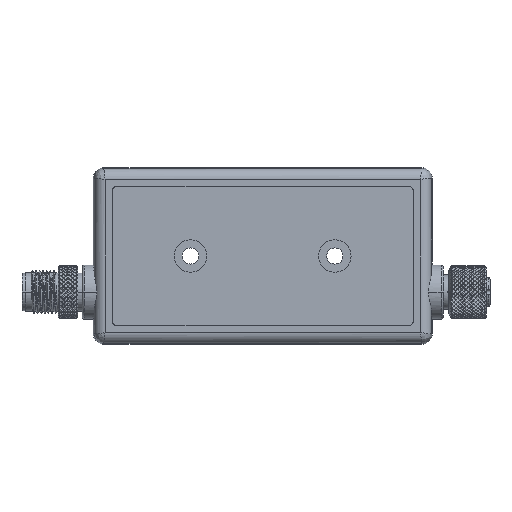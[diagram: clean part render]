
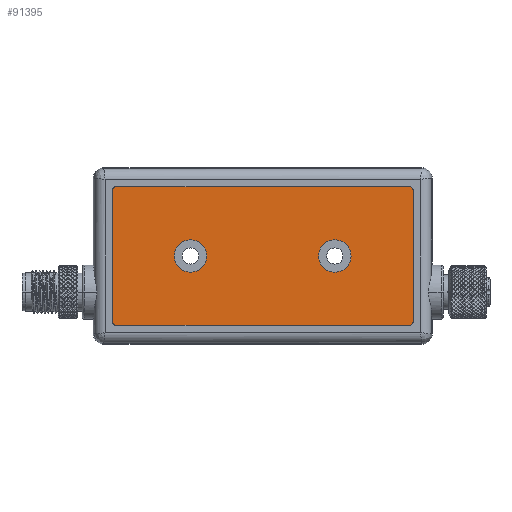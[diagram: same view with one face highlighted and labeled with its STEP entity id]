
A CAD part, front view. The second image highlights one B-rep face of the part: STEP entity #91395.
In plain terms, the highlighted planar face has unit normal (0, -1, 0).
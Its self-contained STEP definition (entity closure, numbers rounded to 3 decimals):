
#44=CARTESIAN_POINT('',(-20.,-8.,0.));
#45=DIRECTION('',(0.,1.,0.));
#46=DIRECTION('',(1.,0.,0.));
#47=AXIS2_PLACEMENT_3D('',#44,#45,#46);
#53=CARTESIAN_POINT('',(-20.,-8.,0.));
#54=DIRECTION('',(0.,1.,0.));
#55=DIRECTION('',(-1.,0.,0.));
#56=AXIS2_PLACEMENT_3D('',#53,#54,#55);
#58=CARTESIAN_POINT('',(-40.708,-8.,18.208));
#59=DIRECTION('',(0.,-1.,0.));
#60=DIRECTION('',(0.,0.,1.));
#61=AXIS2_PLACEMENT_3D('',#58,#59,#60);
#63=DIRECTION('',(-1.,0.,0.));
#64=VECTOR('',#63,81.415);
#65=CARTESIAN_POINT('',(40.708,-8.,19.208));
#66=LINE('',#65,#64);
#67=CARTESIAN_POINT('',(40.708,-8.,18.208));
#68=DIRECTION('',(0.,-1.,0.));
#69=DIRECTION('',(1.,0.,0.));
#70=AXIS2_PLACEMENT_3D('',#67,#68,#69);
#72=DIRECTION('',(0.,0.,1.));
#73=VECTOR('',#72,36.415);
#74=CARTESIAN_POINT('',(41.708,-8.,-18.208));
#75=LINE('',#74,#73);
#76=CARTESIAN_POINT('',(40.708,-8.,-18.208));
#77=DIRECTION('',(0.,-1.,0.));
#78=DIRECTION('',(0.,0.,-1.));
#79=AXIS2_PLACEMENT_3D('',#76,#77,#78);
#81=DIRECTION('',(1.,0.,0.));
#82=VECTOR('',#81,81.415);
#83=CARTESIAN_POINT('',(-40.708,-8.,-19.208));
#84=LINE('',#83,#82);
#85=CARTESIAN_POINT('',(-40.708,-8.,-18.208));
#86=DIRECTION('',(0.,-1.,0.));
#87=DIRECTION('',(-1.,0.,0.));
#88=AXIS2_PLACEMENT_3D('',#85,#86,#87);
#90=DIRECTION('',(0.,0.,-1.));
#91=VECTOR('',#90,36.415);
#92=CARTESIAN_POINT('',(-41.708,-8.,18.208));
#93=LINE('',#92,#91);
#1007=CARTESIAN_POINT('',(20.,-8.,0.));
#1008=DIRECTION('',(0.,1.,0.));
#1009=DIRECTION('',(1.,0.,0.));
#1010=AXIS2_PLACEMENT_3D('',#1007,#1008,#1009);
#1016=CARTESIAN_POINT('',(20.,-8.,0.));
#1017=DIRECTION('',(0.,1.,0.));
#1018=DIRECTION('',(-1.,0.,0.));
#1019=AXIS2_PLACEMENT_3D('',#1016,#1017,#1018);
#88218=CARTESIAN_POINT('',(-40.708,-8.,19.208));
#88219=CARTESIAN_POINT('',(-41.708,-8.,18.208));
#88220=VERTEX_POINT('',#88218);
#88221=VERTEX_POINT('',#88219);
#88226=CARTESIAN_POINT('',(41.708,-8.,18.208));
#88227=CARTESIAN_POINT('',(40.708,-8.,19.208));
#88228=VERTEX_POINT('',#88226);
#88229=VERTEX_POINT('',#88227);
#88234=CARTESIAN_POINT('',(40.708,-8.,-19.208));
#88235=CARTESIAN_POINT('',(41.708,-8.,-18.208));
#88236=VERTEX_POINT('',#88234);
#88237=VERTEX_POINT('',#88235);
#88242=CARTESIAN_POINT('',(-41.708,-8.,-18.208));
#88243=CARTESIAN_POINT('',(-40.708,-8.,-19.208));
#88244=VERTEX_POINT('',#88242);
#88245=VERTEX_POINT('',#88243);
#88270=CARTESIAN_POINT('',(-15.5,-8.,0.));
#88271=CARTESIAN_POINT('',(-24.5,-8.,0.));
#88272=VERTEX_POINT('',#88270);
#88273=VERTEX_POINT('',#88271);
#88274=CARTESIAN_POINT('',(24.5,-8.,0.));
#88275=CARTESIAN_POINT('',(15.5,-8.,0.));
#88276=VERTEX_POINT('',#88274);
#88277=VERTEX_POINT('',#88275);
#91362=CARTESIAN_POINT('',(0.,-8.,0.));
#91363=DIRECTION('',(0.,-1.,0.));
#91364=DIRECTION('',(1.,0.,0.));
#91365=AXIS2_PLACEMENT_3D('',#91362,#91363,#91364);
#91366=PLANE('',#91365);
#91368=ORIENTED_EDGE('',*,*,#91367,.F.);
#91370=ORIENTED_EDGE('',*,*,#91369,.F.);
#91372=ORIENTED_EDGE('',*,*,#91371,.F.);
#91374=ORIENTED_EDGE('',*,*,#91373,.F.);
#91376=ORIENTED_EDGE('',*,*,#91375,.F.);
#91378=ORIENTED_EDGE('',*,*,#91377,.F.);
#91380=ORIENTED_EDGE('',*,*,#91379,.F.);
#91382=ORIENTED_EDGE('',*,*,#91381,.F.);
#91383=EDGE_LOOP('',(#91368,#91370,#91372,#91374,#91376,#91378,#91380,#91382));
#91384=FACE_OUTER_BOUND('',#91383,.F.);
#91385=ORIENTED_EDGE('',*,*,#91342,.F.);
#91386=ORIENTED_EDGE('',*,*,#91356,.F.);
#91387=EDGE_LOOP('',(#91385,#91386));
#91388=FACE_BOUND('',#91387,.F.);
#91390=ORIENTED_EDGE('',*,*,#91389,.F.);
#91392=ORIENTED_EDGE('',*,*,#91391,.F.);
#91393=EDGE_LOOP('',(#91390,#91392));
#91394=FACE_BOUND('',#91393,.F.);
#91395=ADVANCED_FACE('',(#91384,#91388,#91394),#91366,.T.);
#48=CIRCLE('',#47,4.5);
#57=CIRCLE('',#56,4.5);
#62=CIRCLE('',#61,1.);
#71=CIRCLE('',#70,1.);
#80=CIRCLE('',#79,1.);
#89=CIRCLE('',#88,1.);
#1011=CIRCLE('',#1010,4.5);
#1020=CIRCLE('',#1019,4.5);
#91342=EDGE_CURVE('',#88272,#88273,#48,.T.);
#91356=EDGE_CURVE('',#88273,#88272,#57,.T.);
#91367=EDGE_CURVE('',#88220,#88221,#62,.T.);
#91369=EDGE_CURVE('',#88229,#88220,#66,.T.);
#91371=EDGE_CURVE('',#88228,#88229,#71,.T.);
#91373=EDGE_CURVE('',#88237,#88228,#75,.T.);
#91375=EDGE_CURVE('',#88236,#88237,#80,.T.);
#91377=EDGE_CURVE('',#88245,#88236,#84,.T.);
#91379=EDGE_CURVE('',#88244,#88245,#89,.T.);
#91381=EDGE_CURVE('',#88221,#88244,#93,.T.);
#91389=EDGE_CURVE('',#88276,#88277,#1011,.T.);
#91391=EDGE_CURVE('',#88277,#88276,#1020,.T.);
